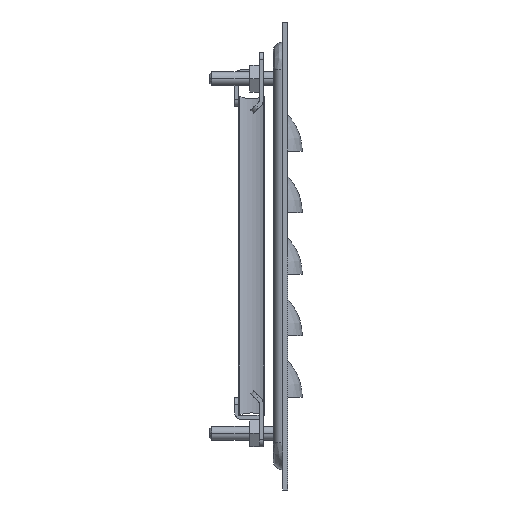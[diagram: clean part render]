
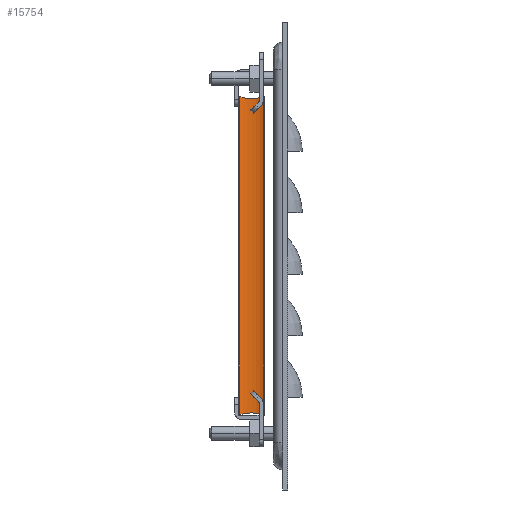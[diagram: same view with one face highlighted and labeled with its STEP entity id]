
A CAD part, left-side view. The second image highlights one B-rep face of the part: STEP entity #15754.
In plain terms, the highlighted cylindrical face has radius 11.906 mm (diameter 23.813 mm), a partial arc.
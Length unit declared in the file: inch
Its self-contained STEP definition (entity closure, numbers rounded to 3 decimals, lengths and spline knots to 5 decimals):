
#426 =( BOUNDED_CURVE ( )  B_SPLINE_CURVE ( 3, ( #15204, #7651, #2570, #5105 ),
 .UNSPECIFIED., .F., .T. ) 
 B_SPLINE_CURVE_WITH_KNOTS ( ( 4, 4 ),
 ( 2.78189, 3.5013 ),
 .UNSPECIFIED. ) 
 CURVE ( )  GEOMETRIC_REPRESENTATION_ITEM ( )  RATIONAL_B_SPLINE_CURVE ( ( 1., 0.957, 0.957, 1. ) ) 
 REPRESENTATION_ITEM ( '' )  );
#762 = VECTOR ( 'NONE', #10899, 39.37008 ) ;
#2141 =( BOUNDED_CURVE ( )  B_SPLINE_CURVE ( 3, ( #6617, #14387, #10542, #15632 ),
 .UNSPECIFIED., .F., .T. ) 
 B_SPLINE_CURVE_WITH_KNOTS ( ( 4, 4 ),
 ( 2.78189, 3.5013 ),
 .UNSPECIFIED. ) 
 CURVE ( )  GEOMETRIC_REPRESENTATION_ITEM ( )  RATIONAL_B_SPLINE_CURVE ( ( 1., 0.957, 0.957, 1. ) ) 
 REPRESENTATION_ITEM ( '' )  );
#2253 = CARTESIAN_POINT ( 'NONE',  ( 7.154, 0.332, -1.029 ) ) ;
#2281 = CARTESIAN_POINT ( 'NONE',  ( 7.59275, 0.497, -1.029 ) ) ;
#2570 = CARTESIAN_POINT ( 'NONE',  ( 7.11355, 0.55445, -5.36355 ) ) ;
#2602 = EDGE_CURVE ( 'NONE', #12384, #4512, #2141, .T. ) ;
#3441 = CARTESIAN_POINT ( 'NONE',  ( 7.154, 0.332, -1.029 ) ) ;
#3460 = AXIS2_PLACEMENT_3D ( 'NONE', #2281, #7745, #3478 ) ;
#3478 = DIRECTION ( 'NONE',  ( 1., 0., 0. ) ) ;
#4396 = CYLINDRICAL_SURFACE ( 'NONE', #3460, 0.46875 ) ;
#4501 = VERTEX_POINT ( 'NONE', #9234 ) ;
#4512 = VERTEX_POINT ( 'NONE', #10432 ) ;
#5105 = CARTESIAN_POINT ( 'NONE',  ( 7.154, 0.662, -5.404 ) ) ;
#5517 = VERTEX_POINT ( 'NONE', #13998 ) ;
#5904 = EDGE_CURVE ( 'NONE', #5517, #4501, #426, .T. ) ;
#6617 = CARTESIAN_POINT ( 'NONE',  ( 7.154, 0.332, -1.029 ) ) ;
#7651 = CARTESIAN_POINT ( 'NONE',  ( 7.11355, 0.43955, -5.36355 ) ) ;
#7745 = DIRECTION ( 'NONE',  ( 0., 0., -1. ) ) ;
#9234 = CARTESIAN_POINT ( 'NONE',  ( 7.154, 0.662, -5.404 ) ) ;
#9318 = ORIENTED_EDGE ( 'NONE', *, *, #2602, .F. ) ;
#9598 = ORIENTED_EDGE ( 'NONE', *, *, #15966, .F. ) ;
#9622 = ORIENTED_EDGE ( 'NONE', *, *, #15368, .T. ) ;
#10432 = CARTESIAN_POINT ( 'NONE',  ( 7.154, 0.662, -1.029 ) ) ;
#10542 = CARTESIAN_POINT ( 'NONE',  ( 7.11355, 0.55445, -1.06945 ) ) ;
#10899 = DIRECTION ( 'NONE',  ( 0., 0., 1. ) ) ;
#11292 = VECTOR ( 'NONE', #16118, 39.37008 ) ;
#12120 = CARTESIAN_POINT ( 'NONE',  ( 7.154, 0.662, -1.029 ) ) ;
#12384 = VERTEX_POINT ( 'NONE', #2253 ) ;
#13155 = ORIENTED_EDGE ( 'NONE', *, *, #5904, .T. ) ;
#13998 = CARTESIAN_POINT ( 'NONE',  ( 7.154, 0.332, -5.404 ) ) ;
#14387 = CARTESIAN_POINT ( 'NONE',  ( 7.11355, 0.43955, -1.06945 ) ) ;
#15204 = CARTESIAN_POINT ( 'NONE',  ( 7.154, 0.332, -5.404 ) ) ;
#15368 = EDGE_CURVE ( 'NONE', #4501, #4512, #15783, .T. ) ;
#15632 = CARTESIAN_POINT ( 'NONE',  ( 7.154, 0.662, -1.029 ) ) ;
#15754 = ADVANCED_FACE ( 'NONE', ( #15932 ), #4396, .F. ) ;
#15783 = LINE ( 'NONE', #12120, #11292 ) ;
#15932 = FACE_OUTER_BOUND ( 'NONE', #16080, .T. ) ;
#15966 = EDGE_CURVE ( 'NONE', #5517, #12384, #16231, .T. ) ;
#16080 = EDGE_LOOP ( 'NONE', ( #9318, #9598, #13155, #9622 ) ) ;
#16118 = DIRECTION ( 'NONE',  ( 0., 0., 1. ) ) ;
#16231 = LINE ( 'NONE', #3441, #762 ) ;
